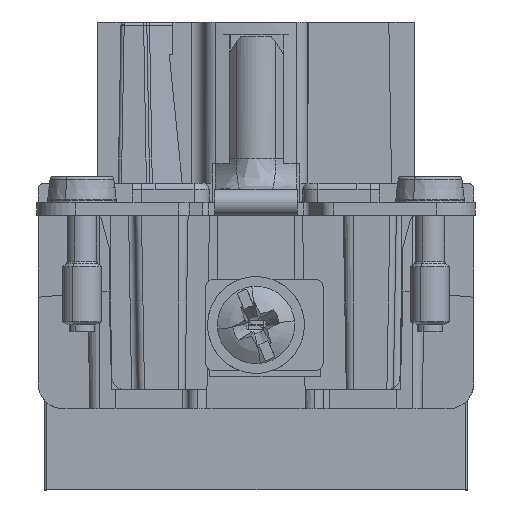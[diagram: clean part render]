
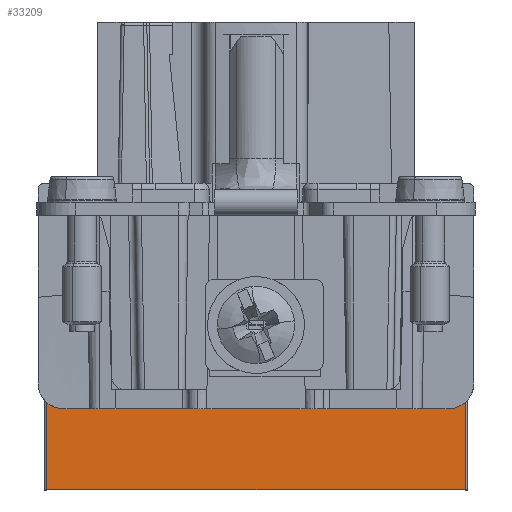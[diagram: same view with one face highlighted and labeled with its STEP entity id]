
A CAD part, front view. The second image highlights one B-rep face of the part: STEP entity #33209.
In plain terms, the highlighted planar face has unit normal (0, -1, 0).
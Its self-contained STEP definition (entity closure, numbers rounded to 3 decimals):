
#15054=AXIS2_PLACEMENT_3D('Circle Axis2P3D',#15052,#15053,$) ;
#15063=AXIS2_PLACEMENT_3D('Circle Axis2P3D',#15061,#15062,$) ;
#15216=AXIS2_PLACEMENT_3D('Plane Axis2P3D',#15213,#15214,#15215) ;
#20562=AXIS2_PLACEMENT_3D('Circle Axis2P3D',#20560,#20561,$) ;
#20569=AXIS2_PLACEMENT_3D('Circle Axis2P3D',#20567,#20568,$) ;
#15052=CARTESIAN_POINT('Axis2P3D Location',(31.9,15.2,8.3)) ;
#15056=CARTESIAN_POINT('Vertex',(31.9,15.2,6.3)) ;
#15058=CARTESIAN_POINT('Vertex',(32.432,15.2,6.372)) ;
#15061=CARTESIAN_POINT('Axis2P3D Location',(31.9,15.2,8.3)) ;
#15065=CARTESIAN_POINT('Vertex',(33.232,15.2,6.808)) ;
#15213=CARTESIAN_POINT('Axis2P3D Location',(17.,15.2,23.8)) ;
#20532=CARTESIAN_POINT('Vertex',(0.768,15.2,6.808)) ;
#20560=CARTESIAN_POINT('Axis2P3D Location',(2.1,15.2,8.3)) ;
#20564=CARTESIAN_POINT('Vertex',(1.568,15.2,6.372)) ;
#20567=CARTESIAN_POINT('Axis2P3D Location',(2.1,15.2,8.3)) ;
#20571=CARTESIAN_POINT('Vertex',(2.1,15.2,6.3)) ;
#33159=CARTESIAN_POINT('Line Origine',(0.768,15.2,3.404)) ;
#33163=CARTESIAN_POINT('Vertex',(0.768,15.2,0.)) ;
#33166=CARTESIAN_POINT('Line Origine',(17.,15.2,0.)) ;
#33170=CARTESIAN_POINT('Vertex',(33.232,15.2,0.)) ;
#33173=CARTESIAN_POINT('Line Origine',(33.232,15.2,3.404)) ;
#33178=CARTESIAN_POINT('Line Origine',(27.525,15.2,6.3)) ;
#33182=CARTESIAN_POINT('Vertex',(23.15,15.2,6.3)) ;
#33185=CARTESIAN_POINT('Line Origine',(19.8,15.2,6.3)) ;
#33189=CARTESIAN_POINT('Vertex',(16.45,15.2,6.3)) ;
#33192=CARTESIAN_POINT('Line Origine',(9.275,15.2,6.3)) ;
#15053=DIRECTION('Axis2P3D Direction',(0.,1.,0.)) ;
#15062=DIRECTION('Axis2P3D Direction',(0.,1.,0.)) ;
#15214=DIRECTION('Axis2P3D Direction',(0.,1.,0.)) ;
#15215=DIRECTION('Axis2P3D XDirection',(-1.,0.,0.)) ;
#20561=DIRECTION('Axis2P3D Direction',(0.,-1.,0.)) ;
#20568=DIRECTION('Axis2P3D Direction',(0.,-1.,0.)) ;
#33160=DIRECTION('Vector Direction',(0.,0.,-1.)) ;
#33167=DIRECTION('Vector Direction',(-1.,0.,0.)) ;
#33174=DIRECTION('Vector Direction',(0.,0.,-1.)) ;
#33179=DIRECTION('Vector Direction',(1.,0.,0.)) ;
#33186=DIRECTION('Vector Direction',(1.,0.,0.)) ;
#33193=DIRECTION('Vector Direction',(1.,0.,0.)) ;
#33161=VECTOR('Line Direction',#33160,1.) ;
#33168=VECTOR('Line Direction',#33167,1.) ;
#33175=VECTOR('Line Direction',#33174,1.) ;
#33180=VECTOR('Line Direction',#33179,1.) ;
#33187=VECTOR('Line Direction',#33186,1.) ;
#33194=VECTOR('Line Direction',#33193,1.) ;
#33198=ORIENTED_EDGE('',*,*,#33165,.T.) ;
#33199=ORIENTED_EDGE('',*,*,#33172,.F.) ;
#33200=ORIENTED_EDGE('',*,*,#33177,.F.) ;
#33201=ORIENTED_EDGE('',*,*,#15067,.F.) ;
#33202=ORIENTED_EDGE('',*,*,#15060,.F.) ;
#33203=ORIENTED_EDGE('',*,*,#33184,.F.) ;
#33204=ORIENTED_EDGE('',*,*,#33191,.F.) ;
#33205=ORIENTED_EDGE('',*,*,#33196,.F.) ;
#33206=ORIENTED_EDGE('',*,*,#20573,.F.) ;
#33207=ORIENTED_EDGE('',*,*,#20566,.F.) ;
#33209=ADVANCED_FACE('Hauptk\X2\00F6\X0\rper',(#33208),#15217,.F.) ;
#15055=CIRCLE('generated circle',#15054,2.) ;
#15064=CIRCLE('generated circle',#15063,2.) ;
#20563=CIRCLE('generated circle',#20562,2.) ;
#20570=CIRCLE('generated circle',#20569,2.) ;
#15060=EDGE_CURVE('',#15057,#15059,#15055,.F.) ;
#15067=EDGE_CURVE('',#15059,#15066,#15064,.F.) ;
#20566=EDGE_CURVE('',#20533,#20565,#20563,.T.) ;
#20573=EDGE_CURVE('',#20565,#20572,#20570,.T.) ;
#33165=EDGE_CURVE('',#20533,#33164,#33162,.T.) ;
#33172=EDGE_CURVE('',#33171,#33164,#33169,.T.) ;
#33177=EDGE_CURVE('',#15066,#33171,#33176,.T.) ;
#33184=EDGE_CURVE('',#33183,#15057,#33181,.T.) ;
#33191=EDGE_CURVE('',#33190,#33183,#33188,.T.) ;
#33196=EDGE_CURVE('',#20572,#33190,#33195,.T.) ;
#33197=EDGE_LOOP('',(#33198,#33199,#33200,#33201,#33202,#33203,#33204,#33205,#33206,#33207)) ;
#33208=FACE_OUTER_BOUND('',#33197,.T.) ;
#33162=LINE('Line',#33159,#33161) ;
#33169=LINE('Line',#33166,#33168) ;
#33176=LINE('Line',#33173,#33175) ;
#33181=LINE('Line',#33178,#33180) ;
#33188=LINE('Line',#33185,#33187) ;
#33195=LINE('Line',#33192,#33194) ;
#15217=PLANE('',#15216) ;
#15057=VERTEX_POINT('',#15056) ;
#15059=VERTEX_POINT('',#15058) ;
#15066=VERTEX_POINT('',#15065) ;
#20533=VERTEX_POINT('',#20532) ;
#20565=VERTEX_POINT('',#20564) ;
#20572=VERTEX_POINT('',#20571) ;
#33164=VERTEX_POINT('',#33163) ;
#33171=VERTEX_POINT('',#33170) ;
#33183=VERTEX_POINT('',#33182) ;
#33190=VERTEX_POINT('',#33189) ;
